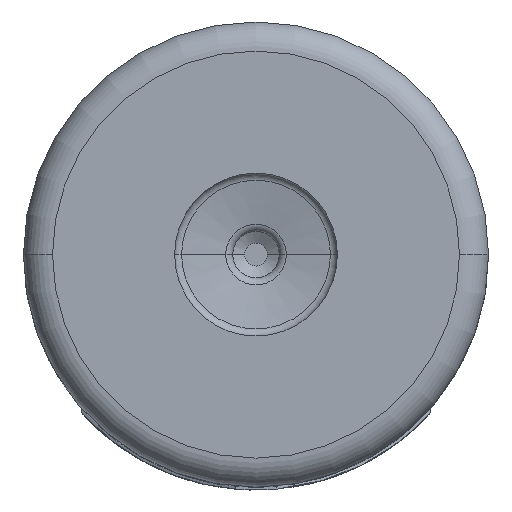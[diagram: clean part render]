
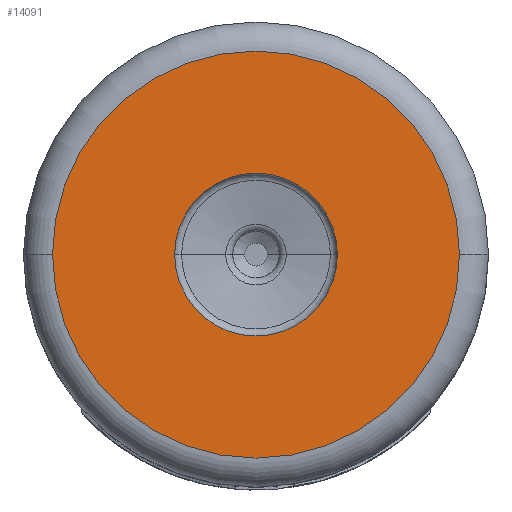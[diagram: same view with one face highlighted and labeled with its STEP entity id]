
A CAD part, front view. The second image highlights one B-rep face of the part: STEP entity #14091.
In plain terms, the highlighted planar face has unit normal (0, -1, 0).
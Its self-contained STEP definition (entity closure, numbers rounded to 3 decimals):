
#2000=CARTESIAN_POINT('',(0.,-4.,0.));
#2001=DIRECTION('',(0.,-1.,0.));
#2002=DIRECTION('',(1.,0.,0.));
#2003=AXIS2_PLACEMENT_3D('',#2000,#2001,#2002);
#2015=CARTESIAN_POINT('',(0.,-4.,0.));
#2016=DIRECTION('',(0.,-1.,0.));
#2017=DIRECTION('',(-1.,0.,0.));
#2018=AXIS2_PLACEMENT_3D('',#2015,#2016,#2017);
#2020=CARTESIAN_POINT('',(0.,-4.,0.));
#2021=DIRECTION('',(0.,-1.,0.));
#2022=DIRECTION('',(1.,0.,0.));
#2023=AXIS2_PLACEMENT_3D('',#2020,#2021,#2022);
#2025=CARTESIAN_POINT('',(0.,-4.,0.));
#2026=DIRECTION('',(0.,-1.,0.));
#2027=DIRECTION('',(-1.,0.,0.));
#2028=AXIS2_PLACEMENT_3D('',#2025,#2026,#2027);
#11961=CARTESIAN_POINT('',(-1.4,-4.,0.));
#11962=CARTESIAN_POINT('',(1.4,-4.,0.));
#11963=VERTEX_POINT('',#11961);
#11964=VERTEX_POINT('',#11962);
#11965=CARTESIAN_POINT('',(3.5,-4.,0.));
#11966=CARTESIAN_POINT('',(-3.5,-4.,0.));
#11967=VERTEX_POINT('',#11965);
#11968=VERTEX_POINT('',#11966);
#14075=CARTESIAN_POINT('',(0.,-4.,0.));
#14076=DIRECTION('',(0.,1.,0.));
#14077=DIRECTION('',(1.,0.,0.));
#14078=AXIS2_PLACEMENT_3D('',#14075,#14076,#14077);
#14079=PLANE('',#14078);
#14080=ORIENTED_EDGE('',*,*,#14065,.F.);
#14082=ORIENTED_EDGE('',*,*,#14081,.F.);
#14083=EDGE_LOOP('',(#14080,#14082));
#14084=FACE_OUTER_BOUND('',#14083,.F.);
#14086=ORIENTED_EDGE('',*,*,#14085,.T.);
#14088=ORIENTED_EDGE('',*,*,#14087,.T.);
#14089=EDGE_LOOP('',(#14086,#14088));
#14090=FACE_BOUND('',#14089,.F.);
#14091=ADVANCED_FACE('',(#14084,#14090),#14079,.F.);
#2004=CIRCLE('',#2003,3.5);
#2019=CIRCLE('',#2018,1.4);
#2024=CIRCLE('',#2023,1.4);
#2029=CIRCLE('',#2028,3.5);
#14065=EDGE_CURVE('',#11967,#11968,#2004,.T.);
#14081=EDGE_CURVE('',#11968,#11967,#2029,.T.);
#14085=EDGE_CURVE('',#11963,#11964,#2019,.T.);
#14087=EDGE_CURVE('',#11964,#11963,#2024,.T.);
